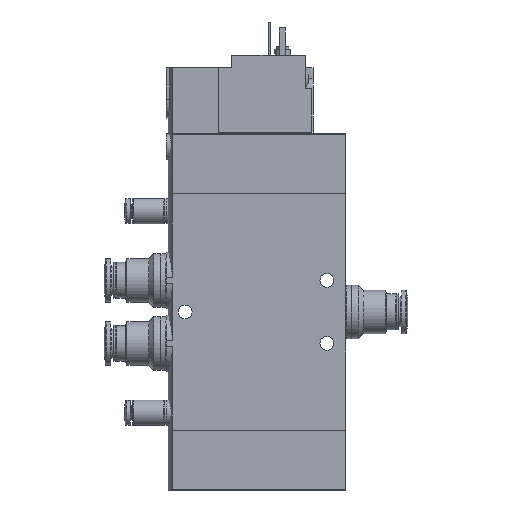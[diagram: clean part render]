
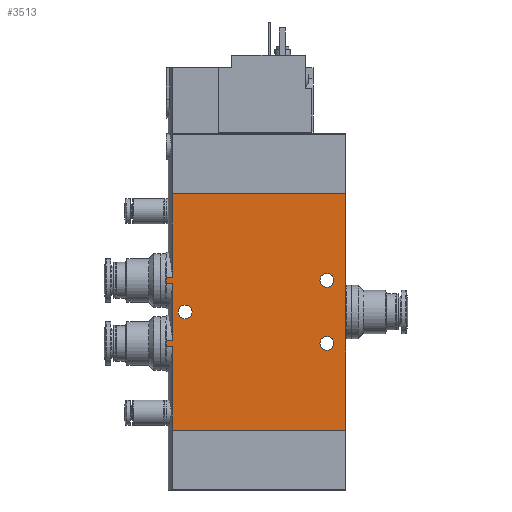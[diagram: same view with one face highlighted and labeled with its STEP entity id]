
A CAD part, left-side view. The second image highlights one B-rep face of the part: STEP entity #3513.
In plain terms, the highlighted face is planar.
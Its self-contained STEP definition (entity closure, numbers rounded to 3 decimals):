
#112=PLANE('',#4395);
#297=CIRCLE('',#4383,2.2);
#299=CIRCLE('',#4386,2.2);
#304=CIRCLE('',#4396,2.2);
#523=ORIENTED_EDGE('',*,*,#1432,.T.);
#524=ORIENTED_EDGE('',*,*,#1457,.T.);
#525=ORIENTED_EDGE('',*,*,#1448,.F.);
#526=ORIENTED_EDGE('',*,*,#1421,.T.);
#527=ORIENTED_EDGE('',*,*,#1434,.T.);
#528=ORIENTED_EDGE('',*,*,#1423,.T.);
#529=ORIENTED_EDGE('',*,*,#1452,.F.);
#530=ORIENTED_EDGE('',*,*,#1413,.T.);
#531=ORIENTED_EDGE('',*,*,#1437,.T.);
#532=ORIENTED_EDGE('',*,*,#1415,.T.);
#533=ORIENTED_EDGE('',*,*,#1444,.F.);
#534=ORIENTED_EDGE('',*,*,#1458,.F.);
#535=ORIENTED_EDGE('',*,*,#1442,.F.);
#536=ORIENTED_EDGE('',*,*,#1440,.F.);
#537=ORIENTED_EDGE('',*,*,#1459,.F.);
#1413=EDGE_CURVE('',#1891,#1890,#2235,.F.);
#1415=EDGE_CURVE('',#1892,#1893,#2236,.T.);
#1421=EDGE_CURVE('',#1899,#1898,#2239,.F.);
#1423=EDGE_CURVE('',#1900,#1901,#2240,.T.);
#1432=EDGE_CURVE('',#1910,#1909,#2244,.T.);
#1434=EDGE_CURVE('',#1898,#1900,#2246,.T.);
#1437=EDGE_CURVE('',#1890,#1892,#2248,.T.);
#1440=EDGE_CURVE('',#1913,#1913,#297,.F.);
#1442=EDGE_CURVE('',#1915,#1915,#299,.F.);
#1444=EDGE_CURVE('',#1917,#1893,#2250,.T.);
#1448=EDGE_CURVE('',#1899,#1920,#2252,.T.);
#1452=EDGE_CURVE('',#1891,#1901,#2254,.T.);
#1457=EDGE_CURVE('',#1909,#1920,#2258,.T.);
#1458=EDGE_CURVE('',#1910,#1917,#2259,.T.);
#1459=EDGE_CURVE('',#1924,#1924,#304,.F.);
#1890=VERTEX_POINT('',#5881);
#1891=VERTEX_POINT('',#5883);
#1892=VERTEX_POINT('',#5896);
#1893=VERTEX_POINT('',#5897);
#1898=VERTEX_POINT('',#5918);
#1899=VERTEX_POINT('',#5920);
#1900=VERTEX_POINT('',#5933);
#1901=VERTEX_POINT('',#5934);
#1909=VERTEX_POINT('',#5960);
#1910=VERTEX_POINT('',#5962);
#1913=VERTEX_POINT('',#5976);
#1915=VERTEX_POINT('',#5981);
#1917=VERTEX_POINT('',#5986);
#1920=VERTEX_POINT('',#6005);
#1924=VERTEX_POINT('',#6033);
#2235=LINE('',#5882,#2473);
#2236=LINE('',#5895,#2474);
#2239=LINE('',#5919,#2477);
#2240=LINE('',#5932,#2478);
#2244=LINE('',#5961,#2482);
#2246=LINE('',#5965,#2484);
#2248=LINE('',#5970,#2486);
#2250=LINE('',#5985,#2488);
#2252=LINE('',#6004,#2490);
#2254=LINE('',#6022,#2492);
#2258=LINE('',#6030,#2496);
#2259=LINE('',#6031,#2497);
#2473=VECTOR('',#4796,1000.);
#2474=VECTOR('',#4799,1000.);
#2477=VECTOR('',#4808,1000.);
#2478=VECTOR('',#4811,1000.);
#2482=VECTOR('',#4825,1000.);
#2484=VECTOR('',#4829,1000.);
#2486=VECTOR('',#4835,1000.);
#2488=VECTOR('',#4853,1000.);
#2490=VECTOR('',#4859,1000.);
#2492=VECTOR('',#4865,1000.);
#2496=VECTOR('',#4875,1000.);
#2497=VECTOR('',#4876,1000.);
#2735=EDGE_LOOP('',(#523,#524,#525,#526,#527,#528,#529,#530,#531,#532,#533,
#534));
#2736=EDGE_LOOP('',(#535));
#2737=EDGE_LOOP('',(#536));
#2738=EDGE_LOOP('',(#537));
#3088=FACE_BOUND('',#2735,.T.);
#3089=FACE_BOUND('',#2736,.T.);
#3090=FACE_BOUND('',#2737,.T.);
#3091=FACE_BOUND('',#2738,.T.);
#3513=ADVANCED_FACE('',(#3088,#3089,#3090,#3091),#112,.F.);
#4383=AXIS2_PLACEMENT_3D('',#5975,#4841,#4842);
#4386=AXIS2_PLACEMENT_3D('',#5980,#4847,#4848);
#4395=AXIS2_PLACEMENT_3D('',#6029,#4873,#4874);
#4396=AXIS2_PLACEMENT_3D('',#6032,#4877,#4878);
#4796=DIRECTION('',(0.,-1.,0.));
#4799=DIRECTION('',(0.,-1.,0.));
#4808=DIRECTION('',(0.,-1.,0.));
#4811=DIRECTION('',(0.,-1.,0.));
#4825=DIRECTION('',(-1.,0.,0.));
#4829=DIRECTION('',(1.,0.,0.));
#4835=DIRECTION('',(1.,0.,0.));
#4841=DIRECTION('',(0.,0.,1.));
#4842=DIRECTION('',(1.,0.,0.));
#4847=DIRECTION('',(0.,0.,1.));
#4848=DIRECTION('',(1.,0.,0.));
#4853=DIRECTION('',(-1.,0.,0.));
#4859=DIRECTION('',(-1.,0.,0.));
#4865=DIRECTION('',(-1.,0.,0.));
#4873=DIRECTION('',(0.,0.,1.));
#4874=DIRECTION('',(1.,0.,0.));
#4875=DIRECTION('',(0.,1.,0.));
#4876=DIRECTION('',(0.,1.,0.));
#4877=DIRECTION('',(0.,0.,1.));
#4878=DIRECTION('',(1.,0.,0.));
#5881=CARTESIAN_POINT('',(46.55,57.,-9.));
#5882=CARTESIAN_POINT('',(46.55,0.,-9.));
#5883=CARTESIAN_POINT('',(46.55,55.018,-9.));
#5895=CARTESIAN_POINT('',(48.45,0.,-9.));
#5896=CARTESIAN_POINT('',(48.45,57.,-9.));
#5897=CARTESIAN_POINT('',(48.45,55.018,-9.));
#5918=CARTESIAN_POINT('',(26.55,57.,-9.));
#5919=CARTESIAN_POINT('',(26.55,0.,-9.));
#5920=CARTESIAN_POINT('',(26.55,55.018,-9.));
#5932=CARTESIAN_POINT('',(28.45,0.,-9.));
#5933=CARTESIAN_POINT('',(28.45,57.,-9.));
#5934=CARTESIAN_POINT('',(28.45,55.018,-9.));
#5960=CARTESIAN_POINT('',(0.,0.,-9.));
#5961=CARTESIAN_POINT('',(75.,0.,-9.));
#5962=CARTESIAN_POINT('',(75.,0.,-9.));
#5965=CARTESIAN_POINT('',(27.5,57.,-9.));
#5970=CARTESIAN_POINT('',(47.5,57.,-9.));
#5975=CARTESIAN_POINT('',(27.5,6.,-9.));
#5976=CARTESIAN_POINT('',(29.7,6.,-9.));
#5980=CARTESIAN_POINT('',(47.5,6.,-9.));
#5981=CARTESIAN_POINT('',(49.7,6.,-9.));
#5985=CARTESIAN_POINT('',(75.,55.018,-9.));
#5986=CARTESIAN_POINT('',(75.,55.018,-9.));
#6004=CARTESIAN_POINT('',(75.,55.018,-9.));
#6005=CARTESIAN_POINT('',(0.,55.018,-9.));
#6022=CARTESIAN_POINT('',(75.,55.018,-9.));
#6029=CARTESIAN_POINT('',(75.,0.,-9.));
#6030=CARTESIAN_POINT('',(0.,0.,-9.));
#6031=CARTESIAN_POINT('',(75.,0.,-9.));
#6032=CARTESIAN_POINT('',(37.5,51.,-9.));
#6033=CARTESIAN_POINT('',(39.7,51.,-9.));
